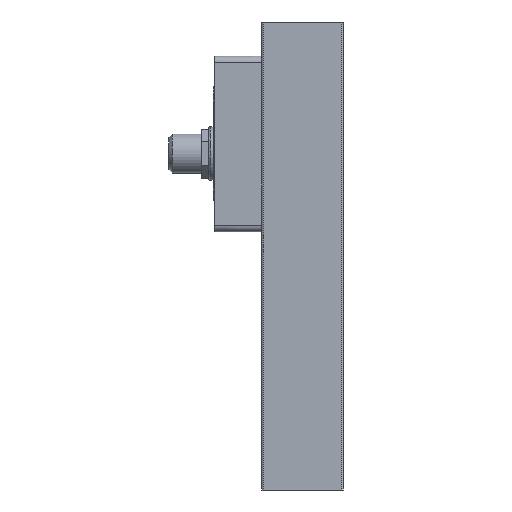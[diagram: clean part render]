
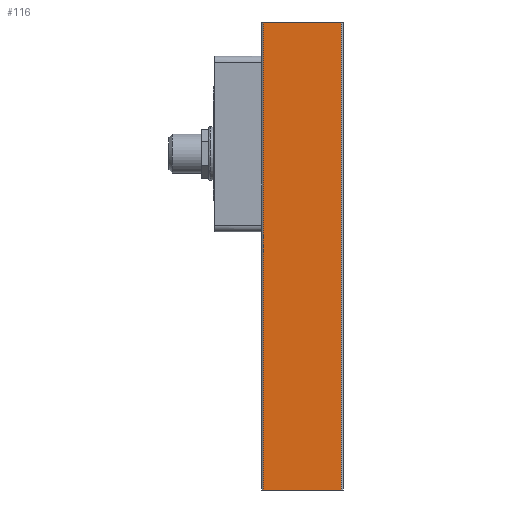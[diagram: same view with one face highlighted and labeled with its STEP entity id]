
A CAD part, left-side view. The second image highlights one B-rep face of the part: STEP entity #116.
In plain terms, the highlighted planar face has unit normal (-1, 0, 0).
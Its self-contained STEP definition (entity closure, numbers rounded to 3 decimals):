
#16 = LINE ( 'NONE', #3513, #205 ) ;
#116 = ADVANCED_FACE ( 'NONE', ( #502 ), #8222, .F. ) ;
#205 = VECTOR ( 'NONE', #6106, 1000. ) ;
#502 = FACE_OUTER_BOUND ( 'NONE', #1951, .T. ) ;
#531 = LINE ( 'NONE', #4741, #2210 ) ;
#1853 = ORIENTED_EDGE ( 'NONE', *, *, #8937, .T. ) ;
#1951 = EDGE_LOOP ( 'NONE', ( #1853, #6486, #4756, #2380 ) ) ;
#2038 = CARTESIAN_POINT ( 'NONE',  ( 0., 24.5, -113. ) ) ;
#2210 = VECTOR ( 'NONE', #7524, 1000. ) ;
#2380 = ORIENTED_EDGE ( 'NONE', *, *, #8907, .F. ) ;
#2724 = LINE ( 'NONE', #2038, #6774 ) ;
#3311 = CARTESIAN_POINT ( 'NONE',  ( 0., 24.5, 29.5 ) ) ;
#3513 = CARTESIAN_POINT ( 'NONE',  ( 0., 24.5, 29.5 ) ) ;
#3729 = EDGE_CURVE ( 'NONE', #8078, #6758, #531, .T. ) ;
#3984 = VERTEX_POINT ( 'NONE', #4419 ) ;
#4009 = VECTOR ( 'NONE', #8758, 1000. ) ;
#4087 = DIRECTION ( 'NONE',  ( 1., 0., 0. ) ) ;
#4419 = CARTESIAN_POINT ( 'NONE',  ( 0., 24.5, 31. ) ) ;
#4483 = CARTESIAN_POINT ( 'NONE',  ( 0., 24.5, 31. ) ) ;
#4572 = VERTEX_POINT ( 'NONE', #8068 ) ;
#4741 = CARTESIAN_POINT ( 'NONE',  ( 0., 0.5, 29.5 ) ) ;
#4756 = ORIENTED_EDGE ( 'NONE', *, *, #5721, .F. ) ;
#5299 = DIRECTION ( 'NONE',  ( 0., 0., -1. ) ) ;
#5721 = EDGE_CURVE ( 'NONE', #3984, #8078, #8128, .T. ) ;
#6106 = DIRECTION ( 'NONE',  ( 0., 0., 1. ) ) ;
#6278 = DIRECTION ( 'NONE',  ( 0., -1., 0. ) ) ;
#6486 = ORIENTED_EDGE ( 'NONE', *, *, #3729, .F. ) ;
#6758 = VERTEX_POINT ( 'NONE', #7928 ) ;
#6774 = VECTOR ( 'NONE', #6278, 1000. ) ;
#7524 = DIRECTION ( 'NONE',  ( 0., 0., -1. ) ) ;
#7928 = CARTESIAN_POINT ( 'NONE',  ( 0., 0.5, -113. ) ) ;
#8068 = CARTESIAN_POINT ( 'NONE',  ( 0., 24.5, -113. ) ) ;
#8078 = VERTEX_POINT ( 'NONE', #8692 ) ;
#8128 = LINE ( 'NONE', #4483, #4009 ) ;
#8222 = PLANE ( 'NONE',  #8350 ) ;
#8350 = AXIS2_PLACEMENT_3D ( 'NONE', #3311, #4087, #5299 ) ;
#8692 = CARTESIAN_POINT ( 'NONE',  ( 0., 0.5, 31. ) ) ;
#8758 = DIRECTION ( 'NONE',  ( 0., -1., 0. ) ) ;
#8907 = EDGE_CURVE ( 'NONE', #4572, #3984, #16, .T. ) ;
#8937 = EDGE_CURVE ( 'NONE', #4572, #6758, #2724, .T. ) ;
